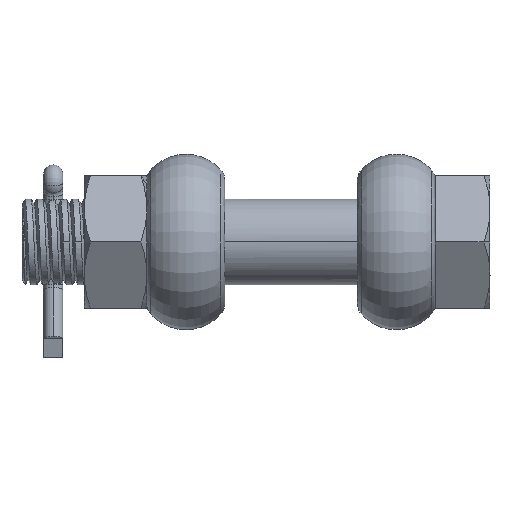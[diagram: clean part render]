
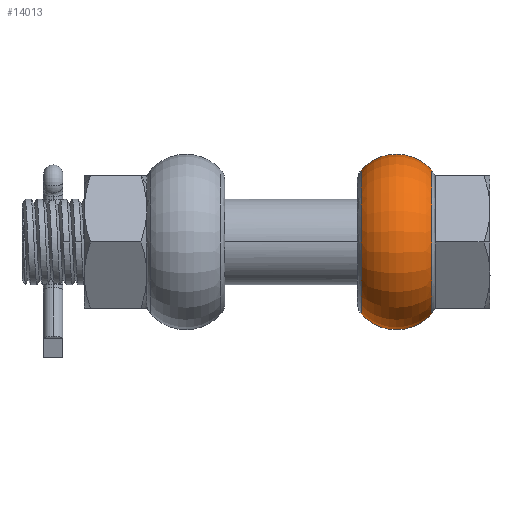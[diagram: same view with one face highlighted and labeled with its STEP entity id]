
A CAD part, front view. The second image highlights one B-rep face of the part: STEP entity #14013.
In plain terms, the highlighted toroidal (fillet/blend) face has major radius 5.25 mm and minor radius 6 mm.
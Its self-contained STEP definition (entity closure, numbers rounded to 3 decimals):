
#9796 = DIRECTION ( 'NONE',  ( 0., 0., 1. ) ) ;
#9797 = DIRECTION ( 'NONE',  ( 0., 1., 0. ) ) ;
#9798 = CARTESIAN_POINT ( 'NONE',  ( 13.5, 0., 5.25 ) ) ;
#9799 = AXIS2_PLACEMENT_3D ( 'NONE', #9798, #9797, #9796 ) ;
#9815 = CARTESIAN_POINT ( 'NONE',  ( 9., 0., 9.219 ) ) ;
#9816 = CARTESIAN_POINT ( 'NONE',  ( 18., 0., 9.219 ) ) ;
#9852 = CIRCLE ( 'NONE', #9799, 6. ) ;
#12388 = VERTEX_POINT ( 'NONE', #9816 ) ;
#12390 = VERTEX_POINT ( 'NONE', #9815 ) ;
#12404 = EDGE_CURVE ( 'NONE', #12390, #12388, #9852, .T. ) ;
#14013 = ADVANCED_FACE ( 'NONE', ( #22378 ), #22369, .T. ) ;
#14014 = ORIENTED_EDGE ( 'NONE', *, *, #12404, .F. ) ;
#14015 = ORIENTED_EDGE ( 'NONE', *, *, #14016, .F. ) ;
#14016 = EDGE_CURVE ( 'NONE', #14017, #12390, #22278, .T. ) ;
#14017 = VERTEX_POINT ( 'NONE', #22273 ) ;
#14018 = ORIENTED_EDGE ( 'NONE', *, *, #14019, .T. ) ;
#14019 = EDGE_CURVE ( 'NONE', #14017, #14020, #22272, .T. ) ;
#14020 = VERTEX_POINT ( 'NONE', #22267 ) ;
#14021 = ORIENTED_EDGE ( 'NONE', *, *, #14022, .F. ) ;
#14022 = EDGE_CURVE ( 'NONE', #12388, #14020, #22265, .T. ) ;
#14215 = EDGE_LOOP ( 'NONE', ( #14014, #14015, #14018, #14021 ) ) ;
#22261 = DIRECTION ( 'NONE',  ( 0., -1., 0. ) ) ;
#22262 = DIRECTION ( 'NONE',  ( 1., 0., 0. ) ) ;
#22263 = CARTESIAN_POINT ( 'NONE',  ( 18., 0., 0. ) ) ;
#22264 = AXIS2_PLACEMENT_3D ( 'NONE', #22263, #22262, #22261 ) ;
#22265 = CIRCLE ( 'NONE', #22264, 9.219 ) ;
#22267 = CARTESIAN_POINT ( 'NONE',  ( 18., 0., -9.219 ) ) ;
#22268 = DIRECTION ( 'NONE',  ( 0., 0., -1. ) ) ;
#22269 = DIRECTION ( 'NONE',  ( 0., -1., 0. ) ) ;
#22270 = CARTESIAN_POINT ( 'NONE',  ( 13.5, 0., -5.25 ) ) ;
#22271 = AXIS2_PLACEMENT_3D ( 'NONE', #22270, #22269, #22268 ) ;
#22272 = CIRCLE ( 'NONE', #22271, 6. ) ;
#22273 = CARTESIAN_POINT ( 'NONE',  ( 9., 0., -9.219 ) ) ;
#22274 = DIRECTION ( 'NONE',  ( 0., 1., 0. ) ) ;
#22275 = DIRECTION ( 'NONE',  ( -1., 0., 0. ) ) ;
#22276 = CARTESIAN_POINT ( 'NONE',  ( 9., 0., 0. ) ) ;
#22277 = AXIS2_PLACEMENT_3D ( 'NONE', #22276, #22275, #22274 ) ;
#22278 = CIRCLE ( 'NONE', #22277, 9.219 ) ;
#22366 = DIRECTION ( 'NONE',  ( 0., 0., -1. ) ) ;
#22367 = AXIS2_PLACEMENT_3D ( 'NONE', #22368, #22376, #22366 ) ;
#22368 = CARTESIAN_POINT ( 'NONE',  ( 13.5, 0., 0. ) ) ;
#22369 = TOROIDAL_SURFACE ( 'NONE', #22367, 5.25, 6. ) ;
#22376 = DIRECTION ( 'NONE',  ( 1., 0., 0. ) ) ;
#22378 = FACE_OUTER_BOUND ( 'NONE', #14215, .T. ) ;
